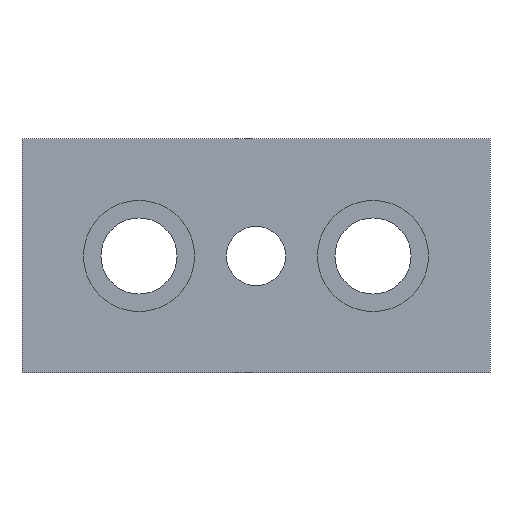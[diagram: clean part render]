
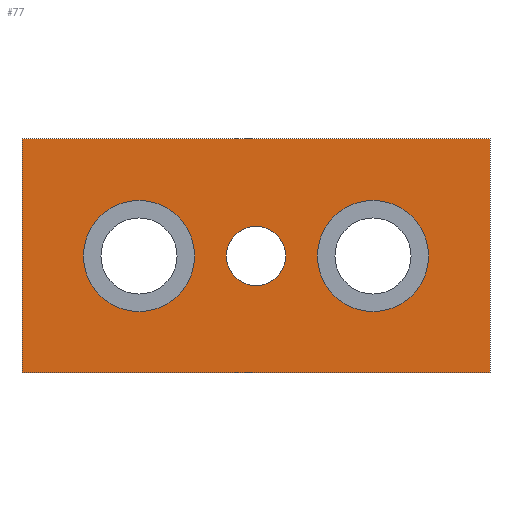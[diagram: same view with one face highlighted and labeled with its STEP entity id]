
A CAD part, front view. The second image highlights one B-rep face of the part: STEP entity #77.
In plain terms, the highlighted planar face has unit normal (0, -1, 0).
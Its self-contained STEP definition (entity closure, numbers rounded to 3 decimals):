
#77=ADVANCED_FACE('',(#153,#154,#155,#156),#157,.T.);
#153=FACE_BOUND('',#223,.T.);
#154=FACE_BOUND('',#224,.T.);
#155=FACE_BOUND('',#225,.T.);
#156=FACE_OUTER_BOUND('',#226,.T.);
#157=PLANE('',#227);
#223=EDGE_LOOP('',(#373,#374));
#224=EDGE_LOOP('',(#375,#376));
#225=EDGE_LOOP('',(#377,#378));
#226=EDGE_LOOP('',(#379,#380,#381,#382));
#227=AXIS2_PLACEMENT_3D('',#383,#384,#385);
#373=ORIENTED_EDGE('',*,*,#414,.T.);
#374=ORIENTED_EDGE('',*,*,#409,.T.);
#375=ORIENTED_EDGE('',*,*,#419,.T.);
#376=ORIENTED_EDGE('',*,*,#404,.T.);
#377=ORIENTED_EDGE('',*,*,#428,.T.);
#378=ORIENTED_EDGE('',*,*,#389,.T.);
#379=ORIENTED_EDGE('',*,*,#430,.F.);
#380=ORIENTED_EDGE('',*,*,#443,.F.);
#381=ORIENTED_EDGE('',*,*,#439,.F.);
#382=ORIENTED_EDGE('',*,*,#435,.F.);
#383=CARTESIAN_POINT('',(0.0,-15.0,0.));
#384=DIRECTION('',(0.0,-1.0,0.0));
#385=DIRECTION('',(1.0,0.0,0.0));
#389=EDGE_CURVE('',#452,#449,#453,.T.);
#404=EDGE_CURVE('',#479,#476,#480,.T.);
#409=EDGE_CURVE('',#488,#485,#489,.T.);
#414=EDGE_CURVE('',#485,#488,#495,.T.);
#419=EDGE_CURVE('',#476,#479,#500,.T.);
#428=EDGE_CURVE('',#449,#452,#509,.T.);
#430=EDGE_CURVE('',#511,#512,#513,.T.);
#435=EDGE_CURVE('',#512,#520,#521,.T.);
#439=EDGE_CURVE('',#520,#526,#527,.T.);
#443=EDGE_CURVE('',#526,#511,#532,.T.);
#449=VERTEX_POINT('',#538);
#452=VERTEX_POINT('',#542);
#453=CIRCLE('',#543,5.053);
#476=VERTEX_POINT('',#571);
#479=VERTEX_POINT('',#575);
#480=CIRCLE('',#576,9.5);
#485=VERTEX_POINT('',#582);
#488=VERTEX_POINT('',#586);
#489=CIRCLE('',#587,9.5);
#495=CIRCLE('',#594,9.5);
#500=CIRCLE('',#599,9.5);
#509=CIRCLE('',#608,5.053);
#511=VERTEX_POINT('',#610);
#512=VERTEX_POINT('',#611);
#513=LINE('',#612,#613);
#520=VERTEX_POINT('',#623);
#521=LINE('',#624,#625);
#526=VERTEX_POINT('',#632);
#527=LINE('',#633,#634);
#532=LINE('',#641,#642);
#538=CARTESIAN_POINT('',(5.053,-15.0,0.0));
#542=CARTESIAN_POINT('',(-5.053,-15.0,0.));
#543=AXIS2_PLACEMENT_3D('',#649,#650,#651);
#571=CARTESIAN_POINT('',(29.5,-15.0,0.0));
#575=CARTESIAN_POINT('',(10.5,-15.0,0.));
#576=AXIS2_PLACEMENT_3D('',#673,#674,#675);
#582=CARTESIAN_POINT('',(-10.5,-15.0,0.0));
#586=CARTESIAN_POINT('',(-29.5,-15.0,0.));
#587=AXIS2_PLACEMENT_3D('',#681,#682,#683);
#594=AXIS2_PLACEMENT_3D('',#691,#692,#693);
#599=AXIS2_PLACEMENT_3D('',#700,#701,#702);
#608=AXIS2_PLACEMENT_3D('',#715,#716,#717);
#610=CARTESIAN_POINT('',(40.0,-15.0,20.0));
#611=CARTESIAN_POINT('',(40.0,-15.0,-20.0));
#612=CARTESIAN_POINT('',(40.0,-15.0,0.0));
#613=VECTOR('',#718,1.0);
#623=CARTESIAN_POINT('',(-40.0,-15.0,-20.0));
#624=CARTESIAN_POINT('',(-40.0,-15.0,-20.0));
#625=VECTOR('',#722,1.0);
#632=CARTESIAN_POINT('',(-40.0,-15.0,20.0));
#633=CARTESIAN_POINT('',(-40.0,-15.0,20.0));
#634=VECTOR('',#725,1.0);
#641=CARTESIAN_POINT('',(40.0,-15.0,20.0));
#642=VECTOR('',#728,1.0);
#649=CARTESIAN_POINT('',(0.0,-15.0,0.0));
#650=DIRECTION('',(-0.0,1.0,0.0));
#651=DIRECTION('',(1.0,0.0,0.0));
#673=CARTESIAN_POINT('',(20.0,-15.0,0.0));
#674=DIRECTION('',(-0.0,1.0,0.0));
#675=DIRECTION('',(1.0,0.0,0.0));
#681=CARTESIAN_POINT('',(-20.0,-15.0,0.0));
#682=DIRECTION('',(-0.0,1.0,0.0));
#683=DIRECTION('',(1.0,0.0,0.0));
#691=CARTESIAN_POINT('',(-20.0,-15.0,0.0));
#692=DIRECTION('',(-0.0,1.0,0.0));
#693=DIRECTION('',(1.0,0.0,0.0));
#700=CARTESIAN_POINT('',(20.0,-15.0,0.0));
#701=DIRECTION('',(-0.0,1.0,0.0));
#702=DIRECTION('',(1.0,0.0,0.0));
#715=CARTESIAN_POINT('',(0.0,-15.0,0.0));
#716=DIRECTION('',(-0.0,1.0,0.0));
#717=DIRECTION('',(1.0,0.0,0.0));
#718=DIRECTION('',(-0.0,0.0,-1.0));
#722=DIRECTION('',(-1.0,0.0,-0.0));
#725=DIRECTION('',(0.0,0.0,1.0));
#728=DIRECTION('',(1.0,0.0,0.0));
